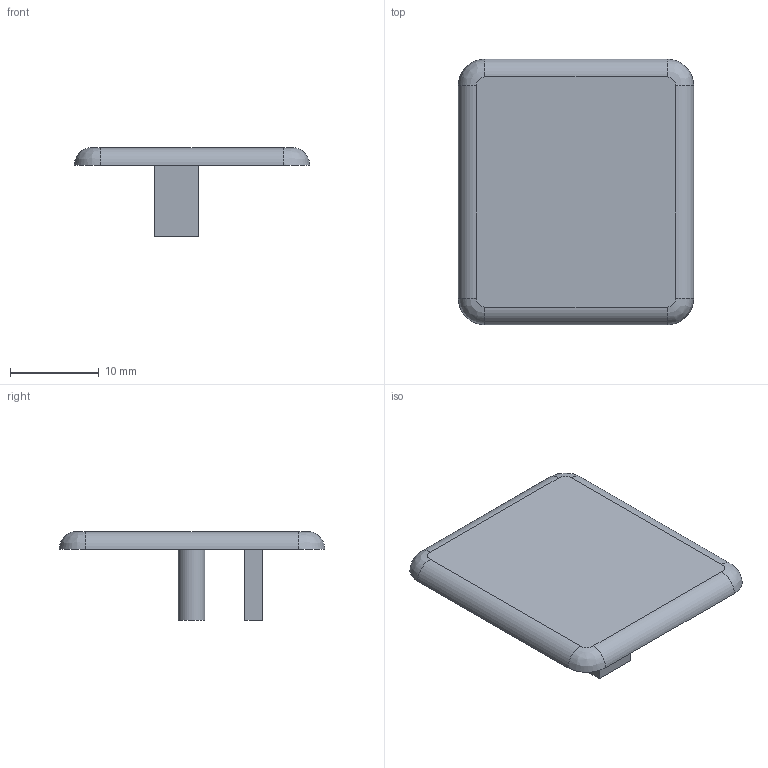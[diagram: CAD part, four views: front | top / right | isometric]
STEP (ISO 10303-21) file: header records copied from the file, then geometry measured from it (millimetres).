
FILE_DESCRIPTION(/* description */ (''),/* implementation_level */ '2;1');
FILE_NAME(/* name */ '21_abdeckung_item.step',/* time_stamp */ '2021-01-21T13:42:36+01:00',/* author */ (''),/* organization */ (''),/* preprocessor_version */ 'ST-DEVELOPER v18.1',/* originating_system */ 'Autodesk Translation Framework v9.7.1.1290',/* authorisation */ '');
FILE_SCHEMA (('AUTOMOTIVE_DESIGN { 1 0 10303 214 3 1 1 }'));
Length unit declared in the file: millimetre
Products named in the file (1): zug umg zu spitze
Bounding box: 26.5 x 29.9 x 10 mm (x, y, z)
Volume: 1615.8 mm3; surface area: 1877.8 mm2
Topology: 1 solids, 1 shells, 17 faces, 39 edges, 26 vertices
Faces by surface type: plane 8, cylinder 5, bspline 4
Full cylindrical faces by diameter (mm): 3 x1
Entity records: 540 total; most frequent: CARTESIAN_POINT 115, DIRECTION 85, ORIENTED_EDGE 78, EDGE_CURVE 39, AXIS2_PLACEMENT_3D 32, VERTEX_POINT 26, LINE 21, VECTOR 21
